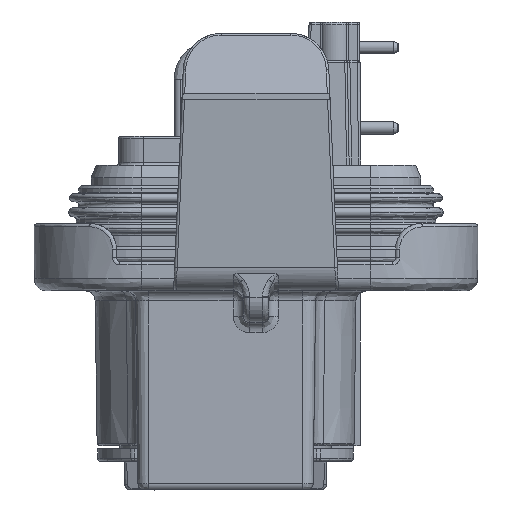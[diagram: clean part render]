
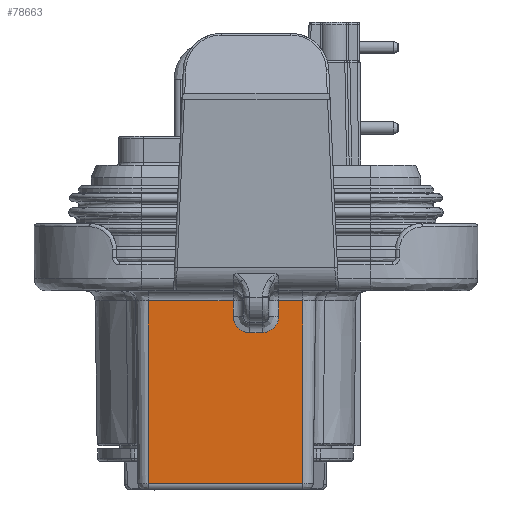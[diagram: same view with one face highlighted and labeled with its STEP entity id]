
A CAD part, front view. The second image highlights one B-rep face of the part: STEP entity #78663.
In plain terms, the highlighted planar face has unit normal (0, -1, -0.013).
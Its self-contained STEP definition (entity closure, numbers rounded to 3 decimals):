
#67 = CARTESIAN_POINT ( 'NONE',  ( 3.239, -48.388, 8.944 ) ) ;
#750 = ORIENTED_EDGE ( 'NONE', *, *, #107148, .T. ) ;
#1089 = EDGE_CURVE ( 'NONE', #109363, #95512, #19450, .T. ) ;
#2131 = CARTESIAN_POINT ( 'NONE',  ( 2.9, -48.387, 8.91 ) ) ;
#2708 = CARTESIAN_POINT ( 'NONE',  ( 0.6, -48.42, 11.41 ) ) ;
#4248 = CARTESIAN_POINT ( 'NONE',  ( 1.242, -48.39, 9.076 ) ) ;
#6845 = B_SPLINE_CURVE_WITH_KNOTS ( 'NONE', 3,
 ( #77414, #34194, #103584, #69445, #102458, #25632, #60343, #67, #17102, #8602 ),
 .UNSPECIFIED., .F., .F.,
 ( 4, 2, 2, 2, 4 ),
 ( 0., 0.25, 0.5, 0.75, 1. ),
 .UNSPECIFIED. ) ;
#8089 = CARTESIAN_POINT ( 'NONE',  ( 0.6, -48.404, 10.21 ) ) ;
#8602 = CARTESIAN_POINT ( 'NONE',  ( 2.9, -48.387, 8.91 ) ) ;
#10345 = VERTEX_POINT ( 'NONE', #2131 ) ;
#10585 = EDGE_CURVE ( 'NONE', #83886, #28884, #80482, .T. ) ;
#11680 = VERTEX_POINT ( 'NONE', #8089 ) ;
#12782 = CARTESIAN_POINT ( 'NONE',  ( 0.765, -48.396, 9.555 ) ) ;
#13925 = AXIS2_PLACEMENT_3D ( 'NONE', #48914, #14757, #49451 ) ;
#14202 = PLANE ( 'NONE',  #13925 ) ;
#14757 = DIRECTION ( 'NONE',  ( 0., -1., -0.013 ) ) ;
#15990 = VECTOR ( 'NONE', #21138, 1000. ) ;
#16720 = CARTESIAN_POINT ( 'NONE',  ( -8.286, -48.42, 11.41 ) ) ;
#17102 = CARTESIAN_POINT ( 'NONE',  ( 3.073, -48.387, 8.91 ) ) ;
#19450 = LINE ( 'NONE', #72351, #15990 ) ;
#21138 = DIRECTION ( 'NONE',  ( 0., 0.013, -1. ) ) ;
#22413 = CARTESIAN_POINT ( 'NONE',  ( 0.858, -48.394, 9.414 ) ) ;
#23997 = VERTEX_POINT ( 'NONE', #35363 ) ;
#24937 = FACE_OUTER_BOUND ( 'NONE', #74247, .T. ) ;
#25031 = LINE ( 'NONE', #101855, #34816 ) ;
#25632 = CARTESIAN_POINT ( 'NONE',  ( 3.699, -48.391, 9.171 ) ) ;
#25659 = DIRECTION ( 'NONE',  ( -1., 0., 0. ) ) ;
#26459 = DIRECTION ( 'NONE',  ( 1., 0., 0. ) ) ;
#27342 = CARTESIAN_POINT ( 'NONE',  ( 6.352, -48.42, 11.41 ) ) ;
#28848 = ORIENTED_EDGE ( 'NONE', *, *, #80694, .T. ) ;
#28884 = VERTEX_POINT ( 'NONE', #57499 ) ;
#29261 = CARTESIAN_POINT ( 'NONE',  ( 1.9, -48.387, 8.91 ) ) ;
#29891 = DIRECTION ( 'NONE',  ( 0., 0.013, -1. ) ) ;
#30679 = ORIENTED_EDGE ( 'NONE', *, *, #10585, .T. ) ;
#32088 = VECTOR ( 'NONE', #33791, 1000. ) ;
#32887 = VECTOR ( 'NONE', #40683, 1000. ) ;
#33791 = DIRECTION ( 'NONE',  ( -1., 0., 0. ) ) ;
#34194 = CARTESIAN_POINT ( 'NONE',  ( 4.2, -48.402, 10.039 ) ) ;
#34816 = VECTOR ( 'NONE', #111487, 1000. ) ;
#35363 = CARTESIAN_POINT ( 'NONE',  ( 1.9, -48.387, 8.91 ) ) ;
#38938 = CARTESIAN_POINT ( 'NONE',  ( 0.633, -48.4, 9.873 ) ) ;
#40233 = VECTOR ( 'NONE', #29891, 1000. ) ;
#40683 = DIRECTION ( 'NONE',  ( 0., -0.013, 1. ) ) ;
#42290 = CARTESIAN_POINT ( 'NONE',  ( 4.2, -48.404, 10.21 ) ) ;
#48786 = ORIENTED_EDGE ( 'NONE', *, *, #1089, .T. ) ;
#48914 = CARTESIAN_POINT ( 'NONE',  ( -8.286, -48.225, -3.5 ) ) ;
#49451 = DIRECTION ( 'NONE',  ( 0., 0.013, -1. ) ) ;
#52553 = EDGE_CURVE ( 'NONE', #81743, #83886, #88534, .T. ) ;
#52706 = EDGE_CURVE ( 'NONE', #11680, #96429, #66840, .T. ) ;
#53182 = CARTESIAN_POINT ( 'NONE',  ( -8.286, -48.231, -3.007 ) ) ;
#54377 = CARTESIAN_POINT ( 'NONE',  ( -6.1, -48.225, -3.5 ) ) ;
#55828 = ORIENTED_EDGE ( 'NONE', *, *, #89445, .T. ) ;
#57110 = CARTESIAN_POINT ( 'NONE',  ( 0.6, -48.402, 10.039 ) ) ;
#57499 = CARTESIAN_POINT ( 'NONE',  ( 6.1, -48.231, -3.007 ) ) ;
#58991 = EDGE_CURVE ( 'NONE', #109487, #109363, #78028, .T. ) ;
#59338 = B_SPLINE_CURVE_WITH_KNOTS ( 'NONE', 3,
 ( #29261, #108890, #73067, #4248, #107749, #22413, #12782, #38938, #57110, #73626 ),
 .UNSPECIFIED., .F., .F.,
 ( 4, 2, 2, 2, 4 ),
 ( 0., 0.25, 0.5, 0.75, 1. ),
 .UNSPECIFIED. ) ;
#60343 = CARTESIAN_POINT ( 'NONE',  ( 3.558, -48.39, 9.076 ) ) ;
#65702 = CARTESIAN_POINT ( 'NONE',  ( 0.6, -48.225, -3.5 ) ) ;
#66840 = LINE ( 'NONE', #65702, #32887 ) ;
#68034 = ORIENTED_EDGE ( 'NONE', *, *, #52553, .T. ) ;
#69445 = CARTESIAN_POINT ( 'NONE',  ( 4.036, -48.396, 9.555 ) ) ;
#70756 = LINE ( 'NONE', #16720, #32088 ) ;
#70985 = DIRECTION ( 'NONE',  ( -1., 0., 0. ) ) ;
#71536 = VECTOR ( 'NONE', #25659, 1000. ) ;
#71842 = EDGE_CURVE ( 'NONE', #23997, #11680, #59338, .T. ) ;
#72351 = CARTESIAN_POINT ( 'NONE',  ( 4.2, -48.225, -3.5 ) ) ;
#73067 = CARTESIAN_POINT ( 'NONE',  ( 1.56, -48.388, 8.944 ) ) ;
#73216 = LINE ( 'NONE', #107901, #84739 ) ;
#73626 = CARTESIAN_POINT ( 'NONE',  ( 0.6, -48.404, 10.21 ) ) ;
#74247 = EDGE_LOOP ( 'NONE', ( #100050, #48786, #750, #77567, #88252, #98102, #28848, #68034, #30679, #55828 ) ) ;
#77414 = CARTESIAN_POINT ( 'NONE',  ( 4.2, -48.404, 10.21 ) ) ;
#77567 = ORIENTED_EDGE ( 'NONE', *, *, #77920, .T. ) ;
#77920 = EDGE_CURVE ( 'NONE', #10345, #23997, #73216, .T. ) ;
#78028 = LINE ( 'NONE', #27342, #71536 ) ;
#78663 = ADVANCED_FACE ( 'NONE', ( #24937 ), #14202, .T. ) ;
#80482 = LINE ( 'NONE', #53182, #99224 ) ;
#80694 = EDGE_CURVE ( 'NONE', #96429, #81743, #70756, .T. ) ;
#81743 = VERTEX_POINT ( 'NONE', #106934 ) ;
#83886 = VERTEX_POINT ( 'NONE', #85788 ) ;
#84739 = VECTOR ( 'NONE', #70985, 1000. ) ;
#85788 = CARTESIAN_POINT ( 'NONE',  ( -6.1, -48.231, -3.007 ) ) ;
#88252 = ORIENTED_EDGE ( 'NONE', *, *, #71842, .T. ) ;
#88534 = LINE ( 'NONE', #54377, #40233 ) ;
#89445 = EDGE_CURVE ( 'NONE', #28884, #109487, #25031, .T. ) ;
#95512 = VERTEX_POINT ( 'NONE', #42290 ) ;
#96429 = VERTEX_POINT ( 'NONE', #2708 ) ;
#98102 = ORIENTED_EDGE ( 'NONE', *, *, #52706, .T. ) ;
#98845 = CARTESIAN_POINT ( 'NONE',  ( 4.2, -48.42, 11.41 ) ) ;
#99224 = VECTOR ( 'NONE', #26459, 1000. ) ;
#100050 = ORIENTED_EDGE ( 'NONE', *, *, #58991, .T. ) ;
#101855 = CARTESIAN_POINT ( 'NONE',  ( 6.1, -48.225, -3.5 ) ) ;
#102458 = CARTESIAN_POINT ( 'NONE',  ( 3.942, -48.394, 9.414 ) ) ;
#103584 = CARTESIAN_POINT ( 'NONE',  ( 4.167, -48.4, 9.873 ) ) ;
#106934 = CARTESIAN_POINT ( 'NONE',  ( -6.1, -48.42, 11.41 ) ) ;
#107148 = EDGE_CURVE ( 'NONE', #95512, #10345, #6845, .T. ) ;
#107749 = CARTESIAN_POINT ( 'NONE',  ( 1.101, -48.391, 9.171 ) ) ;
#107901 = CARTESIAN_POINT ( 'NONE',  ( -8.286, -48.387, 8.91 ) ) ;
#108283 = CARTESIAN_POINT ( 'NONE',  ( 6.1, -48.42, 11.41 ) ) ;
#108890 = CARTESIAN_POINT ( 'NONE',  ( 1.728, -48.387, 8.91 ) ) ;
#109363 = VERTEX_POINT ( 'NONE', #98845 ) ;
#109487 = VERTEX_POINT ( 'NONE', #108283 ) ;
#111487 = DIRECTION ( 'NONE',  ( 0., -0.013, 1. ) ) ;
